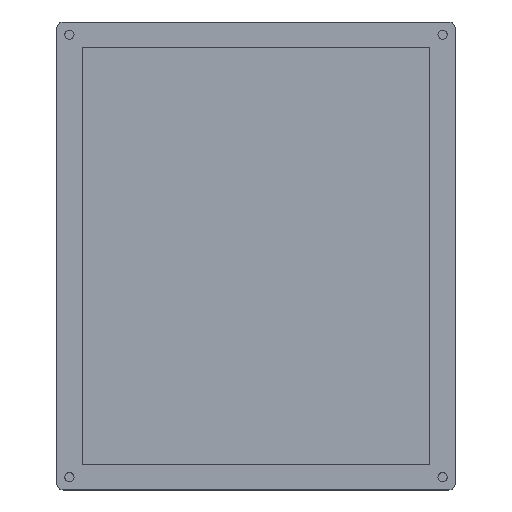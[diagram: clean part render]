
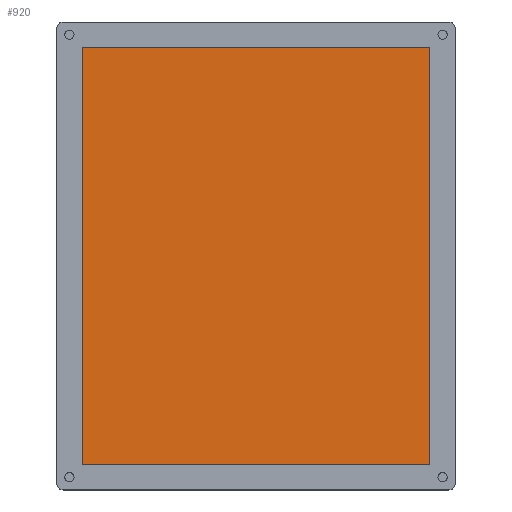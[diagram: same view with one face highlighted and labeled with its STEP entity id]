
A CAD part, top view. The second image highlights one B-rep face of the part: STEP entity #920.
In plain terms, the highlighted planar face has unit normal (0, 0, 1).
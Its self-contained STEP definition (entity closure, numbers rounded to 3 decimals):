
#40=PLANE('',#1024);
#95=LINE('',#1494,#179);
#98=LINE('',#1500,#182);
#99=LINE('',#1502,#183);
#100=LINE('',#1504,#184);
#101=LINE('',#1506,#185);
#102=LINE('',#1508,#186);
#103=LINE('',#1510,#187);
#104=LINE('',#1512,#188);
#105=LINE('',#1514,#189);
#106=LINE('',#1516,#190);
#107=LINE('',#1518,#191);
#108=LINE('',#1520,#192);
#109=LINE('',#1522,#193);
#110=LINE('',#1524,#194);
#111=LINE('',#1526,#195);
#112=LINE('',#1527,#196);
#179=VECTOR('',#1211,10.);
#182=VECTOR('',#1216,10.);
#183=VECTOR('',#1217,10.);
#184=VECTOR('',#1218,10.);
#185=VECTOR('',#1219,10.);
#186=VECTOR('',#1220,10.);
#187=VECTOR('',#1221,10.);
#188=VECTOR('',#1222,10.);
#189=VECTOR('',#1223,10.);
#190=VECTOR('',#1224,10.);
#191=VECTOR('',#1225,10.);
#192=VECTOR('',#1226,10.);
#193=VECTOR('',#1227,10.);
#194=VECTOR('',#1228,10.);
#195=VECTOR('',#1229,10.);
#196=VECTOR('',#1230,10.);
#274=FACE_OUTER_BOUND('',#340,.T.);
#340=EDGE_LOOP('',(#736,#737,#738,#739,#740,#741,#742,#743,#744,#745,#746,
#747,#748,#749,#750,#751));
#472=VERTEX_POINT('',#1491);
#473=VERTEX_POINT('',#1493);
#475=VERTEX_POINT('',#1499);
#476=VERTEX_POINT('',#1501);
#477=VERTEX_POINT('',#1503);
#478=VERTEX_POINT('',#1505);
#479=VERTEX_POINT('',#1507);
#480=VERTEX_POINT('',#1509);
#481=VERTEX_POINT('',#1511);
#482=VERTEX_POINT('',#1513);
#483=VERTEX_POINT('',#1515);
#484=VERTEX_POINT('',#1517);
#485=VERTEX_POINT('',#1519);
#486=VERTEX_POINT('',#1521);
#487=VERTEX_POINT('',#1523);
#488=VERTEX_POINT('',#1525);
#569=EDGE_CURVE('',#472,#473,#95,.T.);
#572=EDGE_CURVE('',#475,#472,#98,.T.);
#573=EDGE_CURVE('',#475,#476,#99,.T.);
#574=EDGE_CURVE('',#477,#476,#100,.T.);
#575=EDGE_CURVE('',#478,#477,#101,.F.);
#576=EDGE_CURVE('',#479,#478,#102,.T.);
#577=EDGE_CURVE('',#479,#480,#103,.T.);
#578=EDGE_CURVE('',#480,#481,#104,.T.);
#579=EDGE_CURVE('',#481,#482,#105,.T.);
#580=EDGE_CURVE('',#482,#483,#106,.T.);
#581=EDGE_CURVE('',#483,#484,#107,.T.);
#582=EDGE_CURVE('',#484,#485,#108,.T.);
#583=EDGE_CURVE('',#486,#485,#109,.F.);
#584=EDGE_CURVE('',#487,#486,#110,.T.);
#585=EDGE_CURVE('',#487,#488,#111,.T.);
#586=EDGE_CURVE('',#473,#488,#112,.T.);
#736=ORIENTED_EDGE('',*,*,#569,.F.);
#737=ORIENTED_EDGE('',*,*,#572,.F.);
#738=ORIENTED_EDGE('',*,*,#573,.T.);
#739=ORIENTED_EDGE('',*,*,#574,.F.);
#740=ORIENTED_EDGE('',*,*,#575,.F.);
#741=ORIENTED_EDGE('',*,*,#576,.F.);
#742=ORIENTED_EDGE('',*,*,#577,.T.);
#743=ORIENTED_EDGE('',*,*,#578,.T.);
#744=ORIENTED_EDGE('',*,*,#579,.T.);
#745=ORIENTED_EDGE('',*,*,#580,.T.);
#746=ORIENTED_EDGE('',*,*,#581,.T.);
#747=ORIENTED_EDGE('',*,*,#582,.T.);
#748=ORIENTED_EDGE('',*,*,#583,.F.);
#749=ORIENTED_EDGE('',*,*,#584,.F.);
#750=ORIENTED_EDGE('',*,*,#585,.T.);
#751=ORIENTED_EDGE('',*,*,#586,.F.);
#920=ADVANCED_FACE('',(#274),#40,.T.);
#1024=AXIS2_PLACEMENT_3D('',#1498,#1214,#1215);
#1211=DIRECTION('',(0.,1.,0.));
#1214=DIRECTION('center_axis',(0.,0.,1.));
#1215=DIRECTION('ref_axis',(1.,0.,0.));
#1216=DIRECTION('',(-1.,0.,0.));
#1217=DIRECTION('',(0.707,0.707,0.));
#1218=DIRECTION('',(0.,-1.,0.));
#1219=DIRECTION('',(0.707,0.707,0.));
#1220=DIRECTION('',(-1.,0.,0.));
#1221=DIRECTION('',(0.,-1.,0.));
#1222=DIRECTION('',(1.,0.,0.));
#1223=DIRECTION('',(0.,1.,0.));
#1224=DIRECTION('',(-1.,0.,0.));
#1225=DIRECTION('',(0.,-1.,0.));
#1226=DIRECTION('',(-1.,0.,0.));
#1227=DIRECTION('',(-0.707,0.707,0.));
#1228=DIRECTION('',(0.,-1.,0.));
#1229=DIRECTION('',(-0.707,0.707,0.));
#1230=DIRECTION('',(1.,0.,0.));
#1491=CARTESIAN_POINT('',(-10.,104.311,0.));
#1493=CARTESIAN_POINT('',(-10.,120.311,0.));
#1494=CARTESIAN_POINT('',(-10.,26.,0.));
#1498=CARTESIAN_POINT('Origin',(52.,63.,0.));
#1499=CARTESIAN_POINT('',(-6.,104.311,0.));
#1500=CARTESIAN_POINT('',(-5.,104.311,0.));
#1501=CARTESIAN_POINT('',(-5.,105.311,0.));
#1502=CARTESIAN_POINT('',(-1.578,108.734,0.));
#1503=CARTESIAN_POINT('',(-5.,106.311,0.));
#1504=CARTESIAN_POINT('',(-5.,107.311,0.));
#1505=CARTESIAN_POINT('',(-4.,107.311,0.));
#1506=CARTESIAN_POINT('',(-1.328,109.984,0.));
#1507=CARTESIAN_POINT('',(-3.,107.311,0.));
#1508=CARTESIAN_POINT('',(-3.,107.311,0.));
#1509=CARTESIAN_POINT('',(-3.,-3.,0.));
#1510=CARTESIAN_POINT('',(-3.,30.,0.));
#1511=CARTESIAN_POINT('',(107.,-3.,0.));
#1512=CARTESIAN_POINT('',(79.5,-3.,0.));
#1513=CARTESIAN_POINT('',(107.,129.,0.));
#1514=CARTESIAN_POINT('',(107.,96.,0.));
#1515=CARTESIAN_POINT('',(-3.,129.,0.));
#1516=CARTESIAN_POINT('',(24.5,129.,0.));
#1517=CARTESIAN_POINT('',(-3.,117.311,0.));
#1518=CARTESIAN_POINT('',(-3.,30.,0.));
#1519=CARTESIAN_POINT('',(-4.,117.311,0.));
#1520=CARTESIAN_POINT('',(-3.,117.311,0.));
#1521=CARTESIAN_POINT('',(-5.,118.311,0.));
#1522=CARTESIAN_POINT('',(23.328,89.984,0.));
#1523=CARTESIAN_POINT('',(-5.,119.311,0.));
#1524=CARTESIAN_POINT('',(-5.,120.311,0.));
#1525=CARTESIAN_POINT('',(-6.,120.311,0.));
#1526=CARTESIAN_POINT('',(23.078,91.234,0.));
#1527=CARTESIAN_POINT('',(-11.,120.311,0.));
